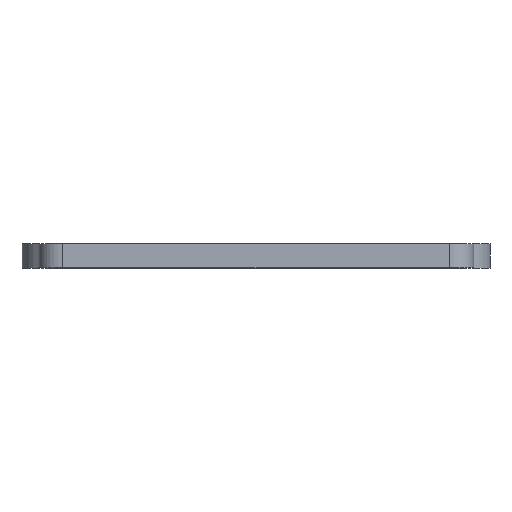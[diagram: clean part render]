
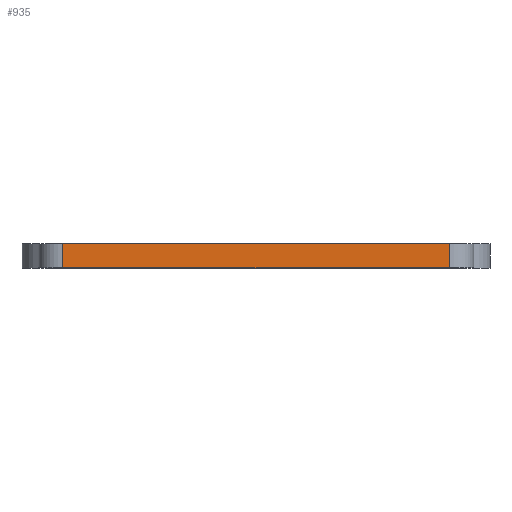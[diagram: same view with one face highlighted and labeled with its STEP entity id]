
A CAD part, top view. The second image highlights one B-rep face of the part: STEP entity #935.
In plain terms, the highlighted planar face has unit normal (0, 0, 1).
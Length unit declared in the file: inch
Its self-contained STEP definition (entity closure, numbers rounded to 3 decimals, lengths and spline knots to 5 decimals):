
#633 = EDGE_CURVE ( 'NONE', #1480, #10602, #1494, .T. ) ;
#906 = DIRECTION ( 'NONE',  ( 0., 0., -1. ) ) ;
#935 = ADVANCED_FACE ( 'NONE', ( #1908 ), #9261, .F. ) ;
#1129 = EDGE_CURVE ( 'NONE', #6170, #10602, #3640, .T. ) ;
#1260 = CARTESIAN_POINT ( 'NONE',  ( 0.9953, 0.125, 0.6553 ) ) ;
#1291 = DIRECTION ( 'NONE',  ( 1., 0., 0. ) ) ;
#1480 = VERTEX_POINT ( 'NONE', #5307 ) ;
#1494 = LINE ( 'NONE', #1260, #6445 ) ;
#1641 = VECTOR ( 'NONE', #7086, 39.37008 ) ;
#1908 = FACE_OUTER_BOUND ( 'NONE', #4429, .T. ) ;
#1918 = LINE ( 'NONE', #9678, #1641 ) ;
#2546 = CARTESIAN_POINT ( 'NONE',  ( 0., 0.125, 0.6553 ) ) ;
#3469 = LINE ( 'NONE', #3936, #5341 ) ;
#3640 = LINE ( 'NONE', #5223, #7094 ) ;
#3936 = CARTESIAN_POINT ( 'NONE',  ( -0.9953, 0., 0.6553 ) ) ;
#4429 = EDGE_LOOP ( 'NONE', ( #7280, #5940, #10594, #9947 ) ) ;
#4447 = CARTESIAN_POINT ( 'NONE',  ( 0.9953, 0.125, 0.6553 ) ) ;
#5223 = CARTESIAN_POINT ( 'NONE',  ( 0., 0.125, 0.6553 ) ) ;
#5235 = EDGE_CURVE ( 'NONE', #6170, #9374, #3469, .T. ) ;
#5307 = CARTESIAN_POINT ( 'NONE',  ( 0.9953, 0., 0.6553 ) ) ;
#5341 = VECTOR ( 'NONE', #9802, 39.37008 ) ;
#5531 = CARTESIAN_POINT ( 'NONE',  ( -0.9953, 0.125, 0.6553 ) ) ;
#5940 = ORIENTED_EDGE ( 'NONE', *, *, #633, .T. ) ;
#6170 = VERTEX_POINT ( 'NONE', #5531 ) ;
#6445 = VECTOR ( 'NONE', #6498, 39.37008 ) ;
#6498 = DIRECTION ( 'NONE',  ( 0., 1., 0. ) ) ;
#6535 = CARTESIAN_POINT ( 'NONE',  ( -0.9953, 0., 0.6553 ) ) ;
#6755 = DIRECTION ( 'NONE',  ( -1., 0., 0. ) ) ;
#7086 = DIRECTION ( 'NONE',  ( 1., 0., 0. ) ) ;
#7094 = VECTOR ( 'NONE', #1291, 39.37008 ) ;
#7280 = ORIENTED_EDGE ( 'NONE', *, *, #8911, .T. ) ;
#7384 = AXIS2_PLACEMENT_3D ( 'NONE', #2546, #906, #6755 ) ;
#8911 = EDGE_CURVE ( 'NONE', #9374, #1480, #1918, .T. ) ;
#9261 = PLANE ( 'NONE',  #7384 ) ;
#9374 = VERTEX_POINT ( 'NONE', #6535 ) ;
#9678 = CARTESIAN_POINT ( 'NONE',  ( 0., 0., 0.6553 ) ) ;
#9802 = DIRECTION ( 'NONE',  ( 0., -1., 0. ) ) ;
#9947 = ORIENTED_EDGE ( 'NONE', *, *, #5235, .T. ) ;
#10594 = ORIENTED_EDGE ( 'NONE', *, *, #1129, .F. ) ;
#10602 = VERTEX_POINT ( 'NONE', #4447 ) ;
